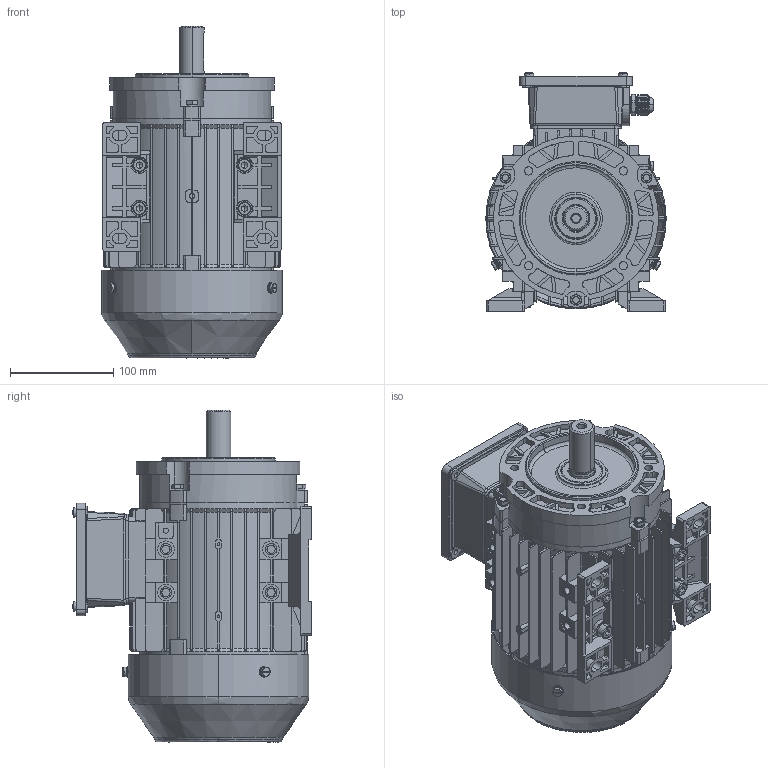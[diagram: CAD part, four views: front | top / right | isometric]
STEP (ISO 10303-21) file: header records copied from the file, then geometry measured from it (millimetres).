
FILE_DESCRIPTION (( 'STEP AP203' ), '1' );
FILE_NAME ('JL3-90S-B34B.step', '2018-12-14T09:05:45', ( '' ), ( '' ), 'SwSTEP 2.0', 'SolidWorks 2018', '' );
FILE_SCHEMA (( 'CONFIG_CONTROL_DESIGN' ));
Products named in the file (1): JL3-90S-B34B
Bounding box: 175 x 231.42 x 322 mm (x, y, z)
Volume: 1326234.9 mm3; surface area: 782599.9 mm2
Topology: 52 solids, 52 shells, 3745 faces, 10127 edges, 6566 vertices
Faces by surface type: plane 1619, cylinder 1476, bspline 398, cone 244, sphere 8
Entity records: 349089 total; most frequent: CARTESIAN_POINT 256130, ORIENTED_EDGE 20226, DIRECTION 18673, EDGE_CURVE 10113, AXIS2_PLACEMENT_3D 6818, VERTEX_POINT 6566, LINE 5037, VECTOR 5037
